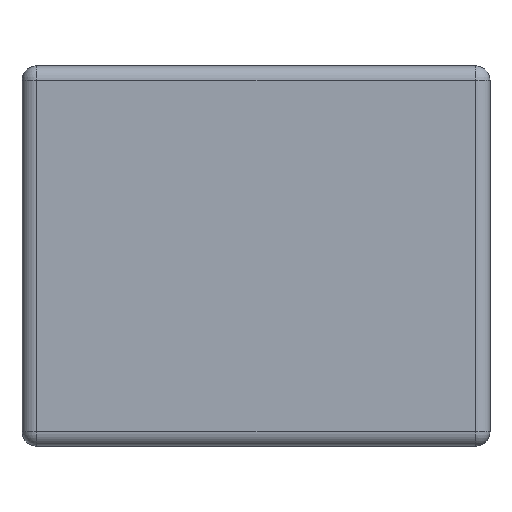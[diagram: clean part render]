
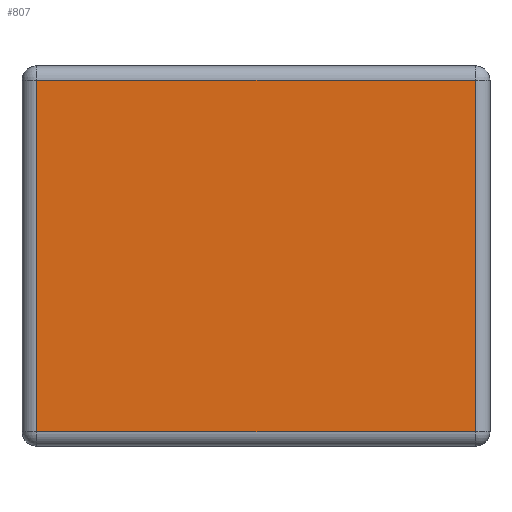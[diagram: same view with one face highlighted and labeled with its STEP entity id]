
A CAD part, left-side view. The second image highlights one B-rep face of the part: STEP entity #807.
In plain terms, the highlighted planar face has unit normal (-1, 0, 0).
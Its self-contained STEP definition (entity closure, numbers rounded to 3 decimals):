
#7 = VERTEX_POINT ( 'NONE', #1520 ) ;
#32 = AXIS2_PLACEMENT_3D ( 'NONE', #2062, #2467, #1854 ) ;
#252 = DIRECTION ( 'NONE',  ( 0., 1., 0. ) ) ;
#355 = VECTOR ( 'NONE', #2471, 1000. ) ;
#409 = CARTESIAN_POINT ( 'NONE',  ( -2.25, -1.5, 2.6 ) ) ;
#685 = PLANE ( 'NONE',  #32 ) ;
#807 = ADVANCED_FACE ( 'NONE', ( #2450 ), #685, .T. ) ;
#847 = LINE ( 'NONE', #1873, #355 ) ;
#974 = ORIENTED_EDGE ( 'NONE', *, *, #1512, .T. ) ;
#1076 = DIRECTION ( 'NONE',  ( 0., 0., -1. ) ) ;
#1230 = VECTOR ( 'NONE', #252, 1000. ) ;
#1255 = LINE ( 'NONE', #409, #2075 ) ;
#1385 = CARTESIAN_POINT ( 'NONE',  ( -2.25, -1.5, 0.1 ) ) ;
#1428 = VERTEX_POINT ( 'NONE', #2601 ) ;
#1468 = CARTESIAN_POINT ( 'NONE',  ( -2.25, 1.6, 2.5 ) ) ;
#1512 = EDGE_CURVE ( 'NONE', #1428, #2308, #2077, .T. ) ;
#1513 = EDGE_CURVE ( 'NONE', #7, #2091, #847, .T. ) ;
#1520 = CARTESIAN_POINT ( 'NONE',  ( -2.25, 1.5, 0.1 ) ) ;
#1733 = ORIENTED_EDGE ( 'NONE', *, *, #1911, .T. ) ;
#1827 = VECTOR ( 'NONE', #1076, 1000. ) ;
#1854 = DIRECTION ( 'NONE',  ( 0., 0., 1. ) ) ;
#1873 = CARTESIAN_POINT ( 'NONE',  ( -2.25, -1.6, 0.1 ) ) ;
#1891 = CARTESIAN_POINT ( 'NONE',  ( -2.25, 1.5, 2.5 ) ) ;
#1911 = EDGE_CURVE ( 'NONE', #2091, #1428, #1255, .T. ) ;
#1980 = EDGE_LOOP ( 'NONE', ( #974, #2071, #2587, #1733 ) ) ;
#2062 = CARTESIAN_POINT ( 'NONE',  ( -2.25, 0., 1.3 ) ) ;
#2071 = ORIENTED_EDGE ( 'NONE', *, *, #2627, .T. ) ;
#2074 = LINE ( 'NONE', #2480, #1827 ) ;
#2075 = VECTOR ( 'NONE', #2654, 1000. ) ;
#2077 = LINE ( 'NONE', #1468, #1230 ) ;
#2091 = VERTEX_POINT ( 'NONE', #1385 ) ;
#2308 = VERTEX_POINT ( 'NONE', #1891 ) ;
#2450 = FACE_OUTER_BOUND ( 'NONE', #1980, .T. ) ;
#2467 = DIRECTION ( 'NONE',  ( -1., 0., 0. ) ) ;
#2471 = DIRECTION ( 'NONE',  ( 0., -1., 0. ) ) ;
#2480 = CARTESIAN_POINT ( 'NONE',  ( -2.25, 1.5, 0. ) ) ;
#2587 = ORIENTED_EDGE ( 'NONE', *, *, #1513, .T. ) ;
#2601 = CARTESIAN_POINT ( 'NONE',  ( -2.25, -1.5, 2.5 ) ) ;
#2627 = EDGE_CURVE ( 'NONE', #2308, #7, #2074, .T. ) ;
#2654 = DIRECTION ( 'NONE',  ( 0., 0., 1. ) ) ;
